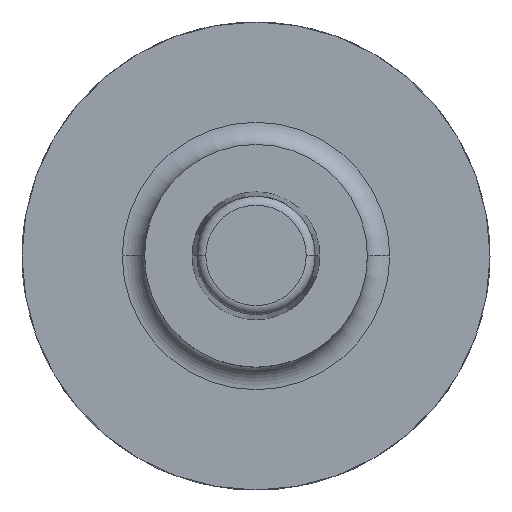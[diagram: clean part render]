
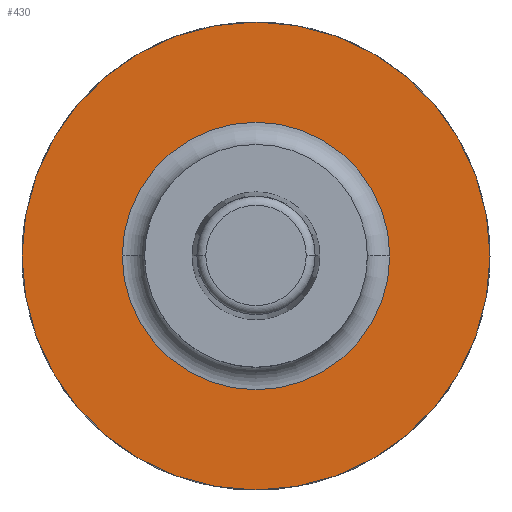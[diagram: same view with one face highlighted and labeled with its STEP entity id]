
A CAD part, top view. The second image highlights one B-rep face of the part: STEP entity #430.
In plain terms, the highlighted planar face has unit normal (0, 0, 1).
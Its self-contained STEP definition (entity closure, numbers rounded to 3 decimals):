
#145 = CIRCLE ( 'NONE', #1648, 31.5 ) ;
#194 = DIRECTION ( 'NONE',  ( -1., 0., 0. ) ) ;
#225 = CARTESIAN_POINT ( 'NONE',  ( 0., 0., 27. ) ) ;
#246 = DIRECTION ( 'NONE',  ( 0., 0., -1. ) ) ;
#255 = CARTESIAN_POINT ( 'NONE',  ( 18., 0., 27. ) ) ;
#258 = AXIS2_PLACEMENT_3D ( 'NONE', #1222, #1487, #194 ) ;
#270 = CARTESIAN_POINT ( 'NONE',  ( 0., 0., 27. ) ) ;
#306 = CARTESIAN_POINT ( 'NONE',  ( 0., 0., 27. ) ) ;
#360 = FACE_BOUND ( 'NONE', #731, .T. ) ;
#430 = ADVANCED_FACE ( 'NONE', ( #360, #479 ), #951, .F. ) ;
#460 = CARTESIAN_POINT ( 'NONE',  ( 31.5, 0., 27. ) ) ;
#477 = DIRECTION ( 'NONE',  ( 0., 0., -1. ) ) ;
#479 = FACE_OUTER_BOUND ( 'NONE', #1307, .T. ) ;
#507 = ORIENTED_EDGE ( 'NONE', *, *, #586, .F. ) ;
#515 = AXIS2_PLACEMENT_3D ( 'NONE', #1257, #477, #1515 ) ;
#586 = EDGE_CURVE ( 'NONE', #961, #727, #759, .T. ) ;
#628 = EDGE_CURVE ( 'NONE', #1206, #1361, #924, .T. ) ;
#672 = ORIENTED_EDGE ( 'NONE', *, *, #1388, .F. ) ;
#727 = VERTEX_POINT ( 'NONE', #787 ) ;
#731 = EDGE_LOOP ( 'NONE', ( #1476, #898 ) ) ;
#759 = CIRCLE ( 'NONE', #515, 31.5 ) ;
#761 = DIRECTION ( 'NONE',  ( -1., 0., 0. ) ) ;
#787 = CARTESIAN_POINT ( 'NONE',  ( -31.5, 0., 27. ) ) ;
#892 = AXIS2_PLACEMENT_3D ( 'NONE', #306, #1329, #1601 ) ;
#898 = ORIENTED_EDGE ( 'NONE', *, *, #1683, .T. ) ;
#919 = AXIS2_PLACEMENT_3D ( 'NONE', #225, #246, #761 ) ;
#924 = CIRCLE ( 'NONE', #919, 18. ) ;
#930 = DIRECTION ( 'NONE',  ( 0., 0., -1. ) ) ;
#938 = DIRECTION ( 'NONE',  ( -1., 0., 0. ) ) ;
#951 = PLANE ( 'NONE',  #258 ) ;
#961 = VERTEX_POINT ( 'NONE', #460 ) ;
#1206 = VERTEX_POINT ( 'NONE', #1672 ) ;
#1222 = CARTESIAN_POINT ( 'NONE',  ( 0., 0., 27. ) ) ;
#1257 = CARTESIAN_POINT ( 'NONE',  ( 0., 0., 27. ) ) ;
#1307 = EDGE_LOOP ( 'NONE', ( #672, #507 ) ) ;
#1329 = DIRECTION ( 'NONE',  ( 0., 0., -1. ) ) ;
#1351 = CIRCLE ( 'NONE', #892, 18. ) ;
#1361 = VERTEX_POINT ( 'NONE', #255 ) ;
#1388 = EDGE_CURVE ( 'NONE', #727, #961, #145, .T. ) ;
#1476 = ORIENTED_EDGE ( 'NONE', *, *, #628, .T. ) ;
#1487 = DIRECTION ( 'NONE',  ( 0., 0., -1. ) ) ;
#1515 = DIRECTION ( 'NONE',  ( -1., 0., 0. ) ) ;
#1601 = DIRECTION ( 'NONE',  ( -1., 0., 0. ) ) ;
#1648 = AXIS2_PLACEMENT_3D ( 'NONE', #270, #930, #938 ) ;
#1672 = CARTESIAN_POINT ( 'NONE',  ( -18., 0., 27. ) ) ;
#1683 = EDGE_CURVE ( 'NONE', #1361, #1206, #1351, .T. ) ;
